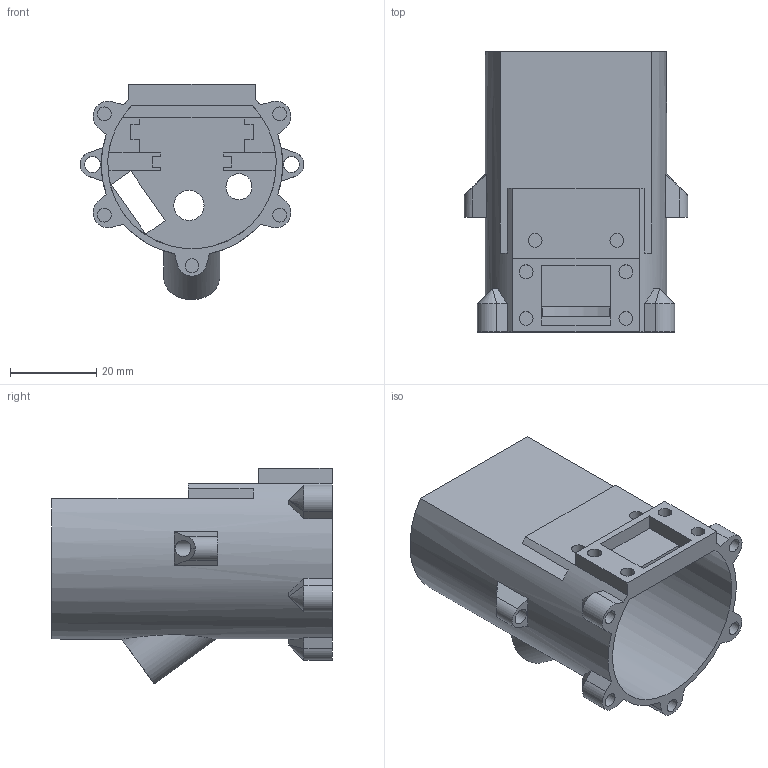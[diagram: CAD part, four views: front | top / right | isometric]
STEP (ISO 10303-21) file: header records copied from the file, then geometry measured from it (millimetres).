
FILE_DESCRIPTION(('FreeCAD Model'),'2;1');
FILE_NAME('Open CASCADE Shape Model','2025-07-10T17:49:41',(''),(''), 'Open CASCADE STEP processor 7.8','FreeCAD','Unknown');
FILE_SCHEMA(('AUTOMOTIVE_DESIGN { 1 0 10303 214 1 1 1 1 }'));
Length unit declared in the file: millimetre
Products named in the file (1): RoundShell
Bounding box: 51.7 x 64.8 x 49.87 mm (x, y, z)
Volume: 20319.8 mm3; surface area: 21534.4 mm2
Topology: 1 solids, 1 shells, 142 faces, 362 edges, 232 vertices
Faces by surface type: plane 107, cylinder 27, cone 8
Full cylindrical faces by diameter (mm): 3.2 x11, 3.7 x2, 6 x1, 7 x1, 7.1 x1, 10.2 x1
Entity records: 4904 total; most frequent: CARTESIAN_POINT 1378, DIRECTION 723, ORIENTED_EDGE 714, EDGE_CURVE 357, LINE 259, VECTOR 259, AXIS2_PLACEMENT_3D 232, VERTEX_POINT 232
